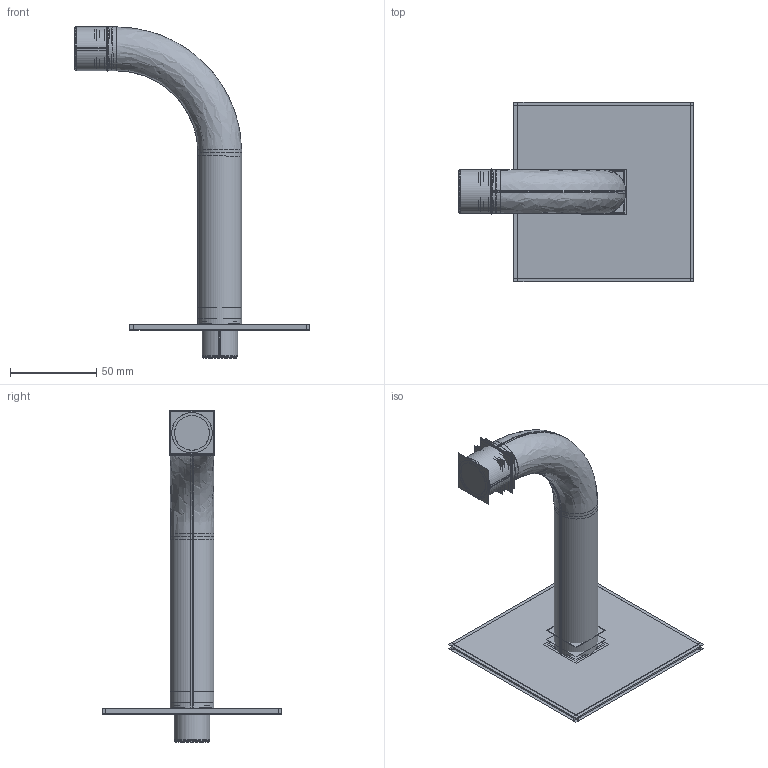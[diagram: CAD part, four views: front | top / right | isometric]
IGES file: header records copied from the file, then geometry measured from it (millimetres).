
Start section:  PTC IGES file: DE0370WC.igs
Global section: file name: DE0370WC.igs; native system: Pro/ENGINEER by Parametric Technology Corporation; preprocessor: 2009360; author: user321; organization: Unknown; date: 20191226.154150; units: millimetre
Bounding box: 136.23 x 104 x 192.04 mm (x, y, z)
Volume: 58664.7 mm3; surface area: 267769.3 mm2
Topology: 6 solids, 11 shells, 322 faces, 1612 edges, 2074 vertices
Faces by surface type: revolution 228, bspline 94
